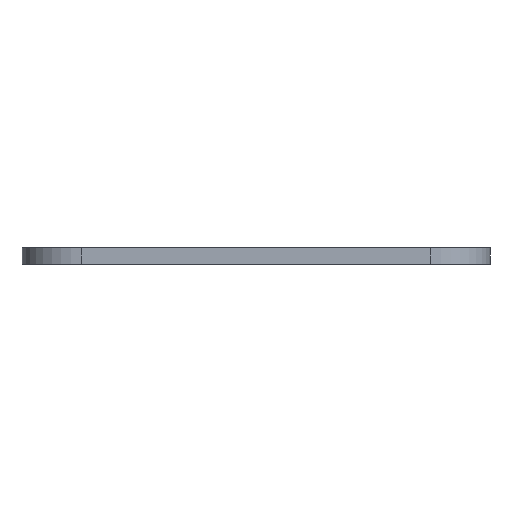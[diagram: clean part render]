
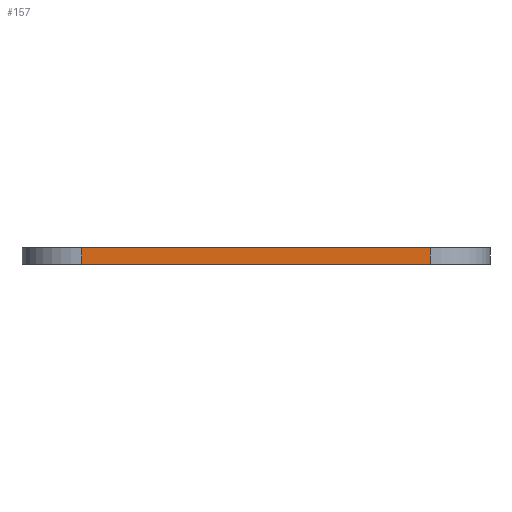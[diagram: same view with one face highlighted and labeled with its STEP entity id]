
A CAD part, front view. The second image highlights one B-rep face of the part: STEP entity #157.
In plain terms, the highlighted planar face has unit normal (0, -1, 0).
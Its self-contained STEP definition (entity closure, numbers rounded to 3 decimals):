
#15 = VECTOR ( 'NONE', #315, 1000. ) ;
#51 = PLANE ( 'NONE',  #176 ) ;
#87 = ORIENTED_EDGE ( 'NONE', *, *, #398, .T. ) ;
#98 = VERTEX_POINT ( 'NONE', #595 ) ;
#107 = CARTESIAN_POINT ( 'NONE',  ( 32., -43., 3. ) ) ;
#112 = VECTOR ( 'NONE', #408, 1000. ) ;
#129 = VERTEX_POINT ( 'NONE', #152 ) ;
#142 = EDGE_LOOP ( 'NONE', ( #1186, #87, #924, #321 ) ) ;
#152 = CARTESIAN_POINT ( 'NONE',  ( -32., -43., 0. ) ) ;
#157 = ADVANCED_FACE ( 'NONE', ( #1065 ), #51, .F. ) ;
#176 = AXIS2_PLACEMENT_3D ( 'NONE', #1104, #1211, #184 ) ;
#184 = DIRECTION ( 'NONE',  ( 0., 0., 1. ) ) ;
#195 = CARTESIAN_POINT ( 'NONE',  ( 32., -43., 0. ) ) ;
#212 = EDGE_CURVE ( 'NONE', #98, #957, #792, .T. ) ;
#218 = EDGE_CURVE ( 'NONE', #129, #1119, #1083, .T. ) ;
#264 = DIRECTION ( 'NONE',  ( 0., 0., -1. ) ) ;
#277 = VECTOR ( 'NONE', #618, 1000. ) ;
#315 = DIRECTION ( 'NONE',  ( 0., 0., 1. ) ) ;
#321 = ORIENTED_EDGE ( 'NONE', *, *, #755, .T. ) ;
#381 = VECTOR ( 'NONE', #264, 1000. ) ;
#398 = EDGE_CURVE ( 'NONE', #1119, #957, #585, .T. ) ;
#408 = DIRECTION ( 'NONE',  ( 1., 0., 0. ) ) ;
#413 = LINE ( 'NONE', #819, #381 ) ;
#418 = CARTESIAN_POINT ( 'NONE',  ( 32., -43., 3. ) ) ;
#517 = CARTESIAN_POINT ( 'NONE',  ( -43., -43., 0. ) ) ;
#585 = LINE ( 'NONE', #107, #15 ) ;
#595 = CARTESIAN_POINT ( 'NONE',  ( -32., -43., 3. ) ) ;
#618 = DIRECTION ( 'NONE',  ( 1., 0., 0. ) ) ;
#755 = EDGE_CURVE ( 'NONE', #98, #129, #413, .T. ) ;
#792 = LINE ( 'NONE', #928, #112 ) ;
#819 = CARTESIAN_POINT ( 'NONE',  ( -32., -43., 3. ) ) ;
#924 = ORIENTED_EDGE ( 'NONE', *, *, #212, .F. ) ;
#928 = CARTESIAN_POINT ( 'NONE',  ( -43., -43., 3. ) ) ;
#957 = VERTEX_POINT ( 'NONE', #418 ) ;
#1065 = FACE_OUTER_BOUND ( 'NONE', #142, .T. ) ;
#1083 = LINE ( 'NONE', #517, #277 ) ;
#1104 = CARTESIAN_POINT ( 'NONE',  ( -43., -43., 3. ) ) ;
#1119 = VERTEX_POINT ( 'NONE', #195 ) ;
#1186 = ORIENTED_EDGE ( 'NONE', *, *, #218, .T. ) ;
#1211 = DIRECTION ( 'NONE',  ( 0., 1., 0. ) ) ;
